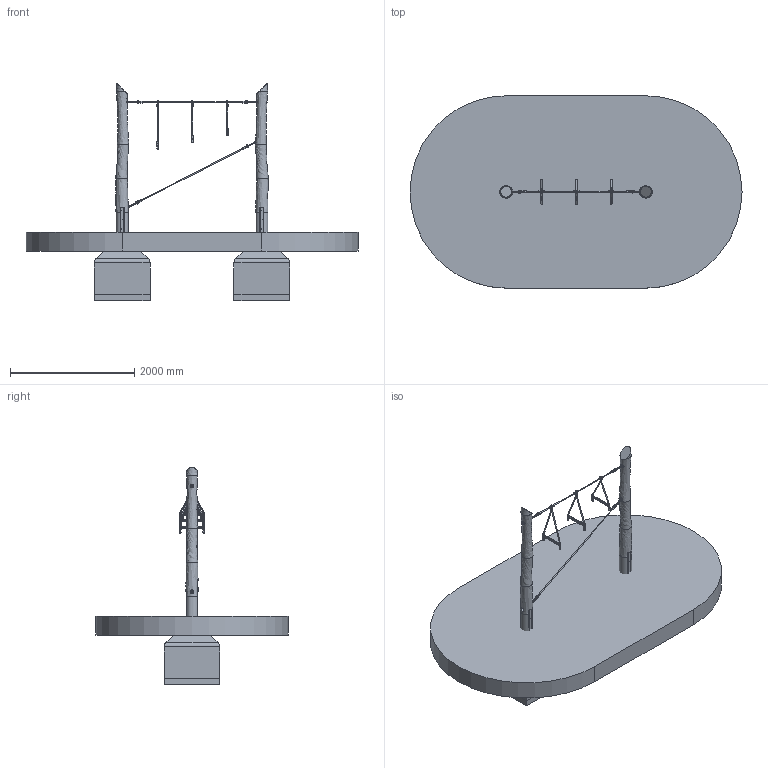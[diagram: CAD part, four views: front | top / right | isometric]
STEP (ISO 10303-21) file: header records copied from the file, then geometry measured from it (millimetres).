
FILE_DESCRIPTION (( 'STEP AP203' ), '1' );
FILE_NAME ('4591-30-13R.STEP', '2016-12-12T13:09:34', ( '' ), ( '' ), 'SwSTEP 2.0', 'SolidWorks 2016', '' );
FILE_SCHEMA (( 'CONFIG_CONTROL_DESIGN' ));
Length unit declared in the file: millimetre
Products named in the file (153): 6er Kettenglied; Seilstopper einteilig; Sicherheitbereich 4591-30.13-R; 70-5602 - Beckmann Sprosse rot Triangel2 Triangel3; Baugruppe1 Triangel klein Triangel2 Triangel3; Hintere Scheibe3; 70-5602 - Beckmann Sprosse rot Triangel2; 70-4316 - Seilendverschlussbuchse; flat countersunk trim head tapping screw_ai; 55-02-06-08 - Kettenschäkel; 6er Kettenglied_1; Robieniepfosten_4591-30-13-R-1; 4591-30-13R; 70-4316 - Seilendverschlussbuchse Triangel2 Triangel3; Vordere Scheibe3; 70-4316 - Seilendverschlussbuchse Triangel2; 457-05 - Kunststoff Kausche; 6er Kettenglied_Standard<Wie bearbeitet>; Robieniepfosten_4591-30-13-R-2 - Kopie; Fundamente 4591-30-13-R; Laufseil 4591-30-13-R_Standard<Wie bearbeitet>; Triangel klein 4591-30-13-R Triangel2; 457-05 - Kunststoff Kausche Triangel2; Triangel klein 4591-30-13-R_Standard<Wie bearbeitet>; Sicherheitslache 4591-30-13-R; 457-05 - Kunststoff Kausche Triangel2 Triangel3; 457-07 - Kunststoff Kausche; Baugruppe1 Triangel klein Triangel2; 70-5602 - Beckmann Sprosse rot; Laufseil 4591-30-13-R; Triangel klein 4591-30-13-R Triangel2 Triangel3_Standard<Wie bearbeitet>; Hangelseil; Laufseil; Triangel klein 4591-30-13-R; Hangelseil_Standard<Wie bearbeitet>; 457-06 - Kunststoff Kausche gr黱; Baugruppe2 Laufseil; Baugruppe1 Triangel klein; flat countersunk trim head tapping screw_ai_FLATCKTT 0.19-16-type I-AB-1.375-N; Triangel klein 4591-30-13-R Triangel2 Triangel3 ...
Assembly tree (118 placements, depth 4):
  6er Kettenglied
  Seilstopper einteilig
  6er Kettenglied
  6er Kettenglied
  70-5602 - Beckmann Sprosse rot Triangel2 Triangel3
Bounding box: 5350 x 3100 x 3502.71 mm (x, y, z)
Volume: 5810514255.5 mm3; surface area: 51019981.4 mm2
Topology: 155 solids, 155 shells, 2998 faces, 7228 edges, 4490 vertices
Faces by surface type: plane 1373, cylinder 762, torus 459, bspline 282, cone 114, sphere 8
Full cylindrical faces by diameter (mm): 3.9 x18, 4 x12, 4.5 x14, 4.826 x20, 6 x204, 7 x16, 7.8 x6, 8 x34, 8.5 x12, 9.4 x14, 16 x43, 17.3 x6, 17.4 x6, 22 x4, 22.5 x4, 27.4 x6, 27.6 x7, 28.4 x6, 55.559 x4, 60 x8
Entity records: 79568 total; most frequent: CARTESIAN_POINT 32145, ORIENTED_EDGE 6840, DIRECTION 6019, EDGE_CURVE 3420, VERTEX_POINT 2330, AXIS2_PLACEMENT_3D 2062, LINE 1895, VECTOR 1895
